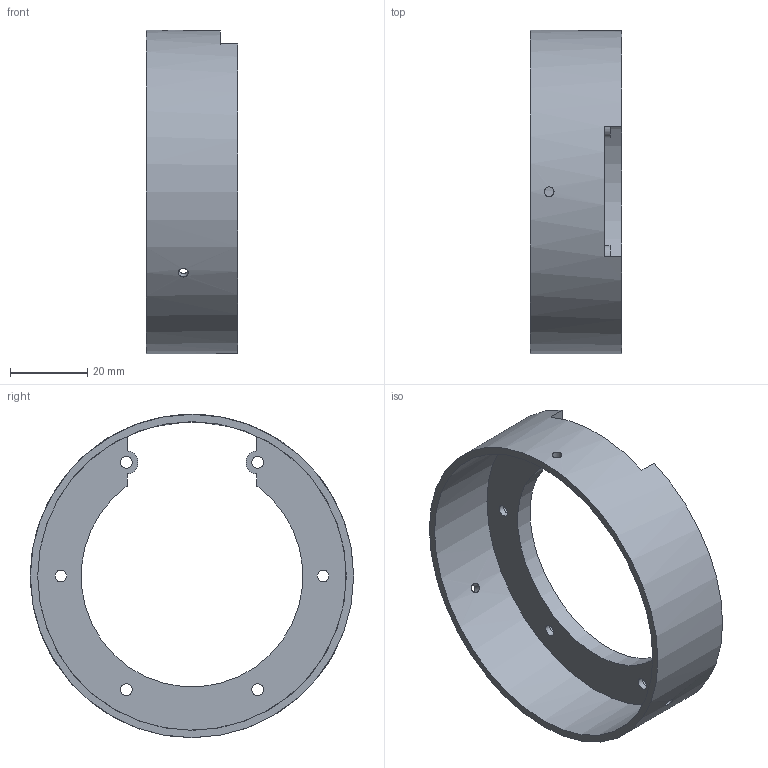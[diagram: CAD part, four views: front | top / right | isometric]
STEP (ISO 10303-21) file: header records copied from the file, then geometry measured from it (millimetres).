
FILE_DESCRIPTION(/* description */ ('','CAx-IF Rec.Pracs.---Representation and Presentation of Product Manufacturing Information (PMI)---4.0---2014-10-13'),/* implementation_level */ '2;1');
FILE_NAME(/* name */ 'Motor Case 1.step',/* time_stamp */ '2024-12-09T07:37:04+09:00',/* author */ (''),/* organization */ (''),/* preprocessor_version */ 'ST-DEVELOPER v20',/* originating_system */ 'Autodesk Translation Framework v13.20.0.188',/* authorisation */ '');
FILE_SCHEMA (('AP242_MANAGED_MODEL_BASED_3D_ENGINEERING_MIM_LF { 1 0 10303 442 1 1 4 }'));
Length unit declared in the file: millimetre
Products named in the file (1): 2_casing1
Bounding box: 23.7 x 83.8 x 83.8 mm (x, y, z)
Volume: 19957 mm3; surface area: 17066.1 mm2
Topology: 1 solids, 1 shells, 34 faces, 87 edges, 58 vertices
Faces by surface type: cylinder 20, plane 14
Full cylindrical faces by diameter (mm): 2.529 x3, 3 x6, 6 x4, 80 x1, 83.8 x1
Entity records: 1309 total; most frequent: CARTESIAN_POINT 384, DIRECTION 183, ORIENTED_EDGE 174, EDGE_CURVE 87, AXIS2_PLACEMENT_3D 73, VERTEX_POINT 58, EDGE_LOOP 57, CIRCLE 38
